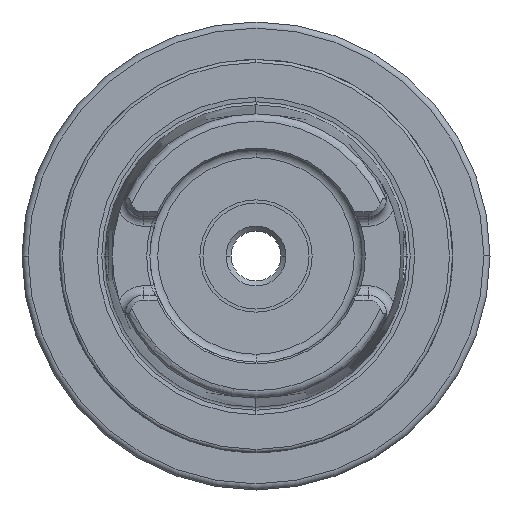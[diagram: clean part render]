
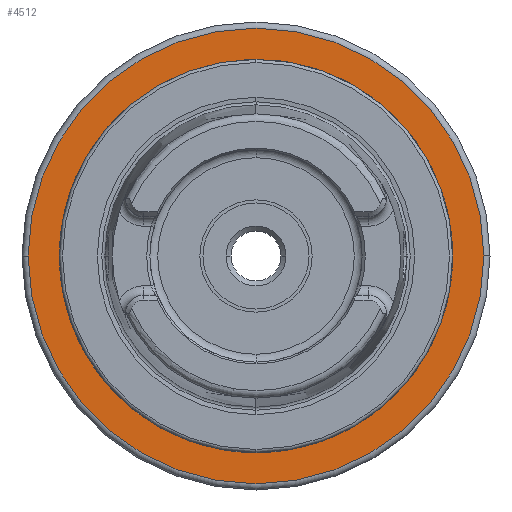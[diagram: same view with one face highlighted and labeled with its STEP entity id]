
A CAD part, left-side view. The second image highlights one B-rep face of the part: STEP entity #4512.
In plain terms, the highlighted planar face has unit normal (-1, 0, 0).
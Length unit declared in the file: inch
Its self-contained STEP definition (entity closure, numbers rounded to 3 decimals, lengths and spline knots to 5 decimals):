
#759=CARTESIAN_POINT('',(1.65362,0.,0.));
#760=DIRECTION('',(-1.,0.,0.));
#761=DIRECTION('',(0.,1.,0.));
#762=AXIS2_PLACEMENT_3D('',#759,#760,#761);
#764=CARTESIAN_POINT('',(1.65362,0.,0.));
#765=DIRECTION('',(-1.,0.,0.));
#766=DIRECTION('',(0.,-1.,0.));
#767=AXIS2_PLACEMENT_3D('',#764,#765,#766);
#769=CARTESIAN_POINT('',(1.65362,0.,0.));
#770=DIRECTION('',(1.,0.,0.));
#771=DIRECTION('',(0.,-1.,0.));
#772=AXIS2_PLACEMENT_3D('',#769,#770,#771);
#774=CARTESIAN_POINT('',(1.65362,0.,0.));
#775=DIRECTION('',(1.,0.,0.));
#776=DIRECTION('',(0.,1.,0.));
#777=AXIS2_PLACEMENT_3D('',#774,#775,#776);
#3498=CARTESIAN_POINT('',(1.65362,1.082,0.));
#3499=CARTESIAN_POINT('',(1.65362,-1.082,0.));
#3500=VERTEX_POINT('',#3498);
#3501=VERTEX_POINT('',#3499);
#3510=CARTESIAN_POINT('',(1.65362,-1.437,0.));
#3511=CARTESIAN_POINT('',(1.65362,1.437,0.));
#3512=VERTEX_POINT('',#3510);
#3513=VERTEX_POINT('',#3511);
#4497=CARTESIAN_POINT('',(1.65362,0.,0.));
#4498=DIRECTION('',(1.,0.,0.));
#4499=DIRECTION('',(0.,-1.,0.));
#4500=AXIS2_PLACEMENT_3D('',#4497,#4498,#4499);
#4501=PLANE('',#4500);
#4502=ORIENTED_EDGE('',*,*,#4491,.T.);
#4503=ORIENTED_EDGE('',*,*,#4477,.T.);
#4504=EDGE_LOOP('',(#4502,#4503));
#4505=FACE_OUTER_BOUND('',#4504,.F.);
#4507=ORIENTED_EDGE('',*,*,#4506,.T.);
#4509=ORIENTED_EDGE('',*,*,#4508,.T.);
#4510=EDGE_LOOP('',(#4507,#4509));
#4511=FACE_BOUND('',#4510,.F.);
#4512=ADVANCED_FACE('',(#4505,#4511),#4501,.F.);
#763=CIRCLE('',#762,1.082);
#768=CIRCLE('',#767,1.082);
#773=CIRCLE('',#772,1.437);
#778=CIRCLE('',#777,1.437);
#4477=EDGE_CURVE('',#3513,#3512,#778,.T.);
#4491=EDGE_CURVE('',#3512,#3513,#773,.T.);
#4506=EDGE_CURVE('',#3500,#3501,#763,.T.);
#4508=EDGE_CURVE('',#3501,#3500,#768,.T.);
